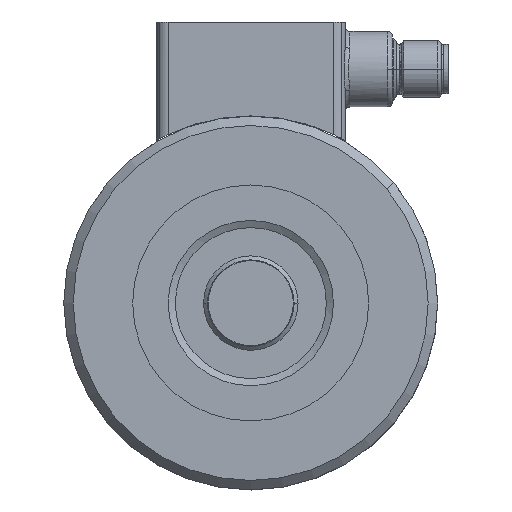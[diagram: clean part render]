
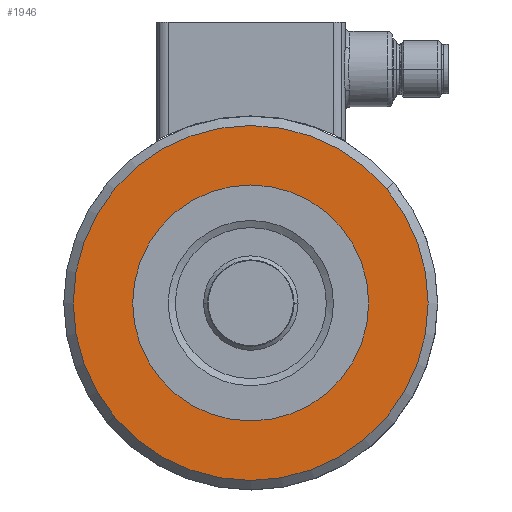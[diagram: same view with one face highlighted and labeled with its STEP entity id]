
A CAD part, front view. The second image highlights one B-rep face of the part: STEP entity #1946.
In plain terms, the highlighted planar face has unit normal (0, -1, 0).
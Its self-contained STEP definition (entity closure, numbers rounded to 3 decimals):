
#1946=ADVANCED_FACE('64:1447',(#4278,#4279),#4280,.T.);
#4278=FACE_BOUND('',#7765,.T.);
#4279=FACE_OUTER_BOUND('',#7766,.T.);
#4280=PLANE('',#7767);
#7765=EDGE_LOOP('',(#13562,#13563));
#7766=EDGE_LOOP('',(#13564,#13565));
#7767=AXIS2_PLACEMENT_3D('',#13566,#13567,#13568);
#13562=ORIENTED_EDGE('',*,*,#20920,.T.);
#13563=ORIENTED_EDGE('',*,*,#20921,.T.);
#13564=ORIENTED_EDGE('',*,*,#20922,.F.);
#13565=ORIENTED_EDGE('',*,*,#20923,.F.);
#13566=CARTESIAN_POINT('',(-24.772,0.7,-20.739));
#13567=DIRECTION('',(0.,-1.0,0.));
#13568=DIRECTION('',(0.766,0.,0.643));
#20920=EDGE_CURVE('64:1540',#24909,#24910,#24911,.T.);
#20921=EDGE_CURVE('',#24910,#24909,#24912,.T.);
#20922=EDGE_CURVE('64:1537',#24913,#24914,#24915,.T.);
#20923=EDGE_CURVE('',#24914,#24913,#24916,.T.);
#24909=VERTEX_POINT('',#30990);
#24910=VERTEX_POINT('',#30991);
#24911=CIRCLE('',#30992,25.0);
#24912=CIRCLE('',#30993,25.0);
#24913=VERTEX_POINT('',#30994);
#24914=VERTEX_POINT('',#30995);
#24915=CIRCLE('',#30996,37.6);
#24916=CIRCLE('',#30997,37.6);
#30990=CARTESIAN_POINT('',(-19.18,0.7,-16.047));
#30991=CARTESIAN_POINT('',(19.122,0.7,16.092));
#30992=AXIS2_PLACEMENT_3D('',#38337,#38338,#38339);
#30993=AXIS2_PLACEMENT_3D('',#38340,#38341,#38342);
#30994=CARTESIAN_POINT('',(-28.832,0.7,-24.146));
#30995=CARTESIAN_POINT('',(28.774,0.7,24.192));
#30996=AXIS2_PLACEMENT_3D('',#38343,#38344,#38345);
#30997=AXIS2_PLACEMENT_3D('',#38346,#38347,#38348);
#38337=CARTESIAN_POINT('',(-0.029,0.7,0.023));
#38338=DIRECTION('',(0.,1.0,0.));
#38339=DIRECTION('',(-0.766,0.,-0.643));
#38340=CARTESIAN_POINT('',(-0.029,0.7,0.023));
#38341=DIRECTION('',(0.,1.0,0.));
#38342=DIRECTION('',(-0.766,0.,-0.643));
#38343=CARTESIAN_POINT('',(-0.029,0.7,0.023));
#38344=DIRECTION('',(0.,1.0,0.));
#38345=DIRECTION('',(0.766,0.,0.643));
#38346=CARTESIAN_POINT('',(-0.029,0.7,0.023));
#38347=DIRECTION('',(0.,1.0,0.));
#38348=DIRECTION('',(0.766,0.,0.643));
